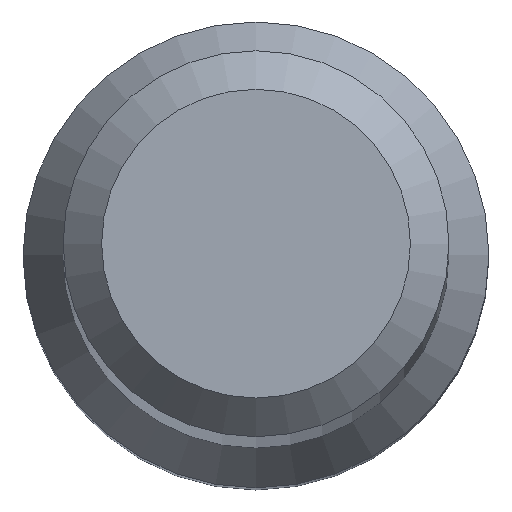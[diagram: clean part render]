
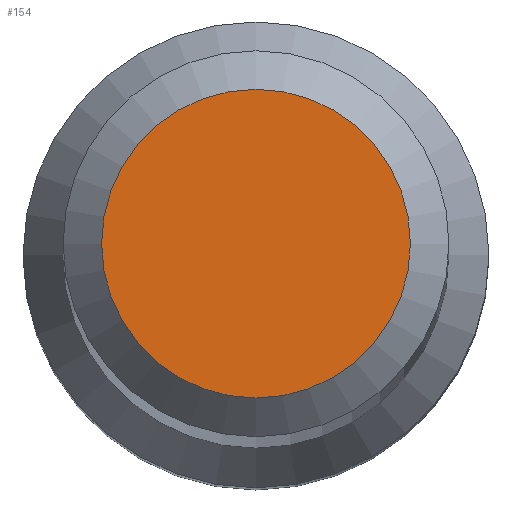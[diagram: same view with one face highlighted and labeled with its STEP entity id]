
A CAD part, top view. The second image highlights one B-rep face of the part: STEP entity #154.
In plain terms, the highlighted planar face has unit normal (0, 0, 1).
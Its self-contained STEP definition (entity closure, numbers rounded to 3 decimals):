
#17 = ORIENTED_EDGE ( 'NONE', *, *, #140, .F. ) ;
#32 = PLANE ( 'NONE',  #79 ) ;
#49 = AXIS2_PLACEMENT_3D ( 'NONE', #193, #134, #92 ) ;
#66 = CARTESIAN_POINT ( 'NONE',  ( 0., 1.6, 80. ) ) ;
#79 = AXIS2_PLACEMENT_3D ( 'NONE', #93, #216, #174 ) ;
#92 = DIRECTION ( 'NONE',  ( 0., 1., 0. ) ) ;
#93 = CARTESIAN_POINT ( 'NONE',  ( 0., 0., 80. ) ) ;
#103 = EDGE_LOOP ( 'NONE', ( #17 ) ) ;
#134 = DIRECTION ( 'NONE',  ( 0., 0., -1. ) ) ;
#140 = EDGE_CURVE ( 'NONE', #220, #220, #153, .T. ) ;
#153 = CIRCLE ( 'NONE', #49, 1.6 ) ;
#154 = ADVANCED_FACE ( 'NONE', ( #214 ), #32, .T. ) ;
#174 = DIRECTION ( 'NONE',  ( 0., -1., 0. ) ) ;
#193 = CARTESIAN_POINT ( 'NONE',  ( 0., 0., 80. ) ) ;
#214 = FACE_OUTER_BOUND ( 'NONE', #103, .T. ) ;
#216 = DIRECTION ( 'NONE',  ( 0., 0., 1. ) ) ;
#220 = VERTEX_POINT ( 'NONE', #66 ) ;
